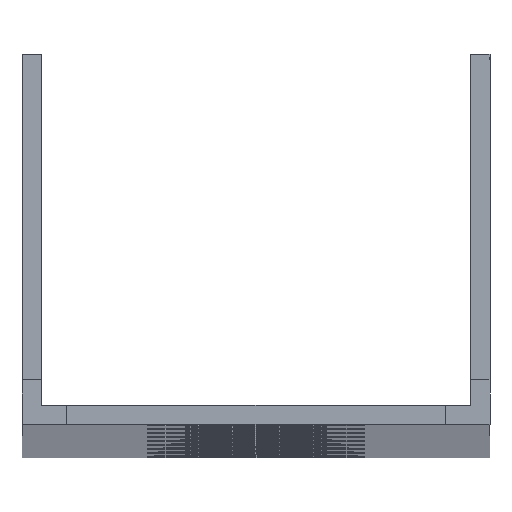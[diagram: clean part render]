
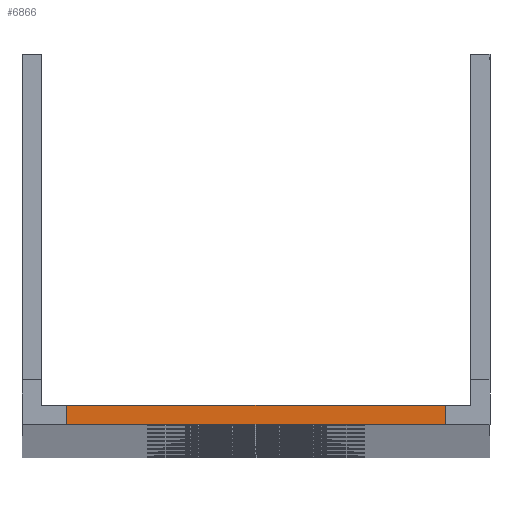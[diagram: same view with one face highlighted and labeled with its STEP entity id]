
A CAD part, top view. The second image highlights one B-rep face of the part: STEP entity #6866.
In plain terms, the highlighted planar face has unit normal (0, 0, 1).
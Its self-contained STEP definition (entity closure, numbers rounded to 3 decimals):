
#921=FACE_OUTER_BOUND('',#1439,.T.);
#1439=EDGE_LOOP('',(#5072,#5073,#5074,#5075));
#1855=LINE('',#9918,#2403);
#1974=LINE('',#10556,#2522);
#2080=LINE('',#10967,#2628);
#2082=LINE('',#10970,#2630);
#2403=VECTOR('',#7927,10.);
#2522=VECTOR('',#8454,10.);
#2628=VECTOR('',#8762,10.);
#2630=VECTOR('',#8766,10.);
#2951=VERTEX_POINT('',#9915);
#2952=VERTEX_POINT('',#9917);
#3266=VERTEX_POINT('',#10553);
#3267=VERTEX_POINT('',#10555);
#3583=EDGE_CURVE('',#2951,#2952,#1855,.T.);
#3902=EDGE_CURVE('',#3267,#3266,#1974,.T.);
#4108=EDGE_CURVE('',#2951,#3267,#2080,.T.);
#4110=EDGE_CURVE('',#3266,#2952,#2082,.T.);
#5072=ORIENTED_EDGE('',*,*,#4110,.T.);
#5073=ORIENTED_EDGE('',*,*,#3583,.F.);
#5074=ORIENTED_EDGE('',*,*,#4108,.T.);
#5075=ORIENTED_EDGE('',*,*,#3902,.T.);
#6429=PLANE('',#7507);
#6866=ADVANCED_FACE('',(#921),#6429,.F.);
#7507=AXIS2_PLACEMENT_3D('',#10974,#8769,#8770);
#7927=DIRECTION('',(-1.,0.,0.));
#8454=DIRECTION('',(-1.,0.,0.));
#8762=DIRECTION('',(0.,1.,0.));
#8766=DIRECTION('',(0.,-1.,0.));
#8769=DIRECTION('center_axis',(0.,0.,
-1.));
#8770=DIRECTION('ref_axis',(-1.,0.,0.));
#9915=CARTESIAN_POINT('',(-29.679,0.,0.));
#9917=CARTESIAN_POINT('',(-59.321,0.,0.));
#9918=CARTESIAN_POINT('',(0.,0.,0.));
#10553=CARTESIAN_POINT('',(-59.321,1.5,0.));
#10555=CARTESIAN_POINT('',(-29.679,1.5,0.));
#10556=CARTESIAN_POINT('',(0.,1.5,0.));
#10967=CARTESIAN_POINT('',(-29.679,0.75,0.));
#10970=CARTESIAN_POINT('',(-59.321,0.75,0.));
#10974=CARTESIAN_POINT('Origin',(-23.429,3.5,0.));
